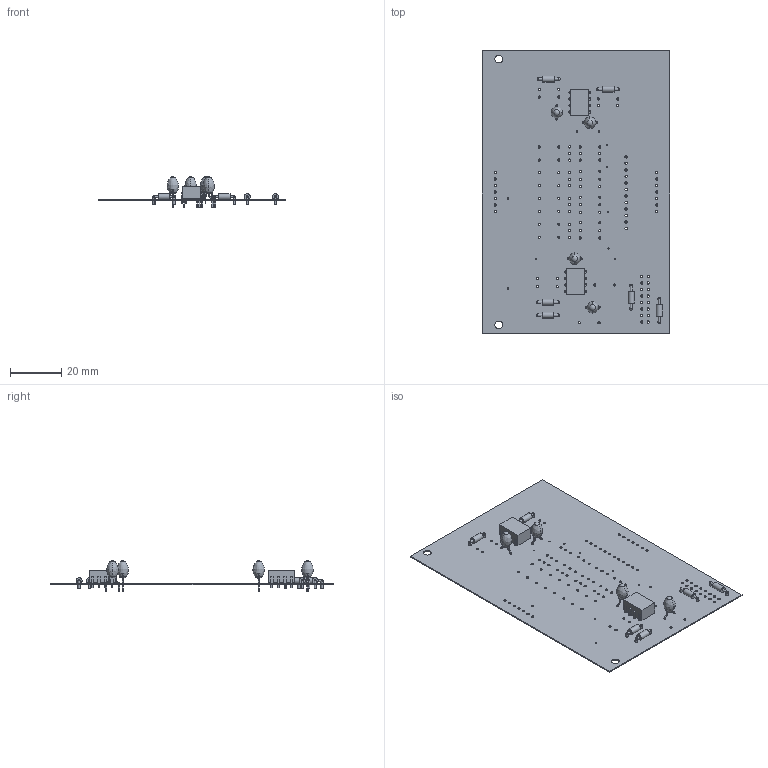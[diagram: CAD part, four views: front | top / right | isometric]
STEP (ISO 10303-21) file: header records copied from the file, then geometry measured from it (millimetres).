
FILE_DESCRIPTION(('Open CASCADE Model'),'2;1');
FILE_NAME('Open CASCADE Shape Model','2018-11-17T21:02:18',('Author'),( 'Open CASCADE'),'Open CASCADE STEP processor 6.8','Open CASCADE 6.8' ,'Unknown');
FILE_SCHEMA(('AUTOMOTIVE_DESIGN { 1 0 10303 214 1 1 1 1 }'));
Length unit declared in the file: millimetre
Products named in the file (55): PCB; Board; U2; 6004640640; Extruded; 6004640448; 6004640256; 6004640064; U1; D6; 8714524544; Cylinder; 8714524736; 8714524928; Sphere; 8714525120; 8714525312; 8714525696; 8714525888; D5; 8714526464; 8714526656; 8714526848; 8714526272; 8714527424; 8714527808; 8714528192; D4; 8714526080; D3; D2; 8714527040; D1; C4; CAPPRB508-450X850; C3; C2; C1
Assembly tree (129 placements, depth 4):
  PCB
    Board
    U2
      6004640640
        Extruded
      6004640448  x8
        Extruded
      6004640256  x8
        Extruded
      6004640064  x8
        Extruded
    U1
      6004640640
        Extruded
      6004640448  x8
        Extruded
      6004640256  x8
        Extruded
      6004640064  x8
        Extruded
    D6
      8714524544
        Cylinder
      8714524736
        Cylinder
      8714524928
        Sphere
      8714525120
        Cylinder
      8714525312
        Cylinder
      8714525696
        Sphere
      8714525888
        Cylinder
    D5
      8714526464
        Cylinder
      8714526656
        Sphere
      8714526848
        Cylinder
      8714526272
        Cylinder
      8714527424
        Cylinder
      8714527808
        Sphere
      8714528192
        Cylinder
    D4
      8714526080
        Cylinder
      8714525888
        Cylinder
      8714525696
        Sphere
      8714525312
        Cylinder
      8714525120
Bounding box: 73 x 110 x 11.89 mm (x, y, z)
Volume: 4451 mm3; surface area: 17944.6 mm2
Topology: 113 solids, 113 shells, 718 faces, 1488 edges, 972 vertices
Faces by surface type: plane 386, cylinder 212, bspline 80, sphere 16, torus 16, cone 8
Full cylindrical faces by diameter (mm): 0.5 x10, 0.8 x8, 0.85 x56, 0.864 x24, 0.9 x70, 1.15 x12, 2.36 x6, 3 x2
Entity records: 10601 total; most frequent: DIRECTION 1784, CARTESIAN_POINT 1768, ORIENTED_EDGE 1278, AXIS2_PLACEMENT_3D 769, EDGE_CURVE 639, FACE_BOUND 582, EDGE_LOOP 578, VERTEX_POINT 425
